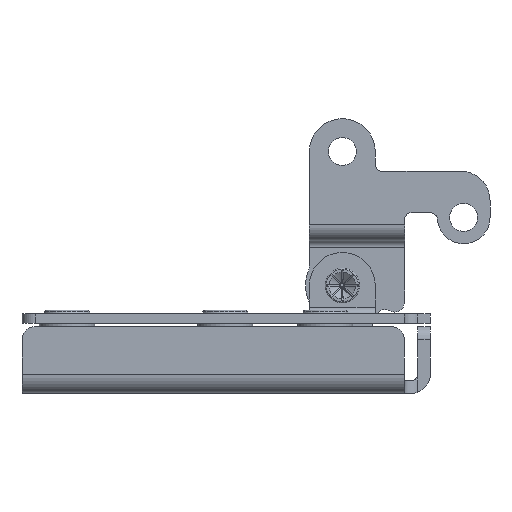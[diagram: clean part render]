
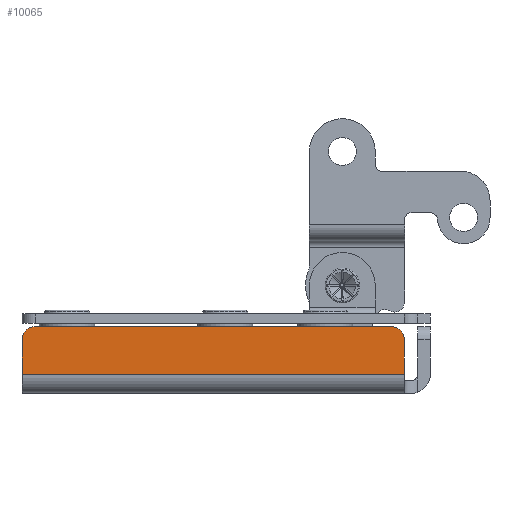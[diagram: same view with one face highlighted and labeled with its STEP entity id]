
A CAD part, front view. The second image highlights one B-rep face of the part: STEP entity #10065.
In plain terms, the highlighted planar face has unit normal (0, -1, 0).
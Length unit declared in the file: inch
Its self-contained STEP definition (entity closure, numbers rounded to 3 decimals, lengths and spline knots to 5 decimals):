
#9450=CARTESIAN_POINT('',(2.452,-0.6996,0.5081));
#9451=VERTEX_POINT('',#9450);
#9458=CARTESIAN_POINT('',(2.452,-0.6996,0.1821));
#9459=VERTEX_POINT('',#9458);
#9460=CARTESIAN_POINT('',(2.452,-0.6996,0.1821));
#9461=DIRECTION('',(0.0,0.0,1.0));
#9462=VECTOR('',#9461,0.326);
#9463=LINE('',#9460,#9462);
#9464=EDGE_CURVE('',#9459,#9451,#9463,.T.);
#9915=CARTESIAN_POINT('',(2.327,-0.6996,0.6331));
#9916=VERTEX_POINT('',#9915);
#9923=CARTESIAN_POINT('',(2.327,-0.6996,0.5081));
#9924=DIRECTION('',(0.,-1.0,0.));
#9925=DIRECTION('',(0.707,0.,0.707));
#9926=AXIS2_PLACEMENT_3D('',#9923,#9924,#9925);
#9927=CIRCLE('',#9926,0.125);
#9928=EDGE_CURVE('',#9451,#9916,#9927,.T.);
#9980=CARTESIAN_POINT('',(-1.053,-0.6996,0.6331));
#9981=VERTEX_POINT('',#9980);
#9982=CARTESIAN_POINT('',(-1.178,-0.6996,0.5081));
#9983=VERTEX_POINT('',#9982);
#9984=CARTESIAN_POINT('',(-1.053,-0.6996,0.5081));
#9985=DIRECTION('',(0.,-1.0,0.));
#9986=DIRECTION('',(-0.707,0.,0.707));
#9987=AXIS2_PLACEMENT_3D('',#9984,#9985,#9986);
#9988=CIRCLE('',#9987,0.125);
#9989=EDGE_CURVE('',#9981,#9983,#9988,.T.);
#10014=CARTESIAN_POINT('',(-1.178,-0.6996,0.1821));
#10015=VERTEX_POINT('',#10014);
#10023=CARTESIAN_POINT('',(-1.178,-0.6996,0.1821));
#10024=DIRECTION('',(0.0,0.0,1.0));
#10025=VECTOR('',#10024,0.326);
#10026=LINE('',#10023,#10025);
#10027=EDGE_CURVE('',#10015,#9983,#10026,.T.);
#10042=CARTESIAN_POINT('',(-1.178,-0.6996,0.0));
#10043=DIRECTION('',(0.0,1.0,0.0));
#10044=DIRECTION('',(0.0,0.0,1.0));
#10045=AXIS2_PLACEMENT_3D('',#10042,#10043,#10044);
#10046=PLANE('',#10045);
#10047=ORIENTED_EDGE('',*,*,#9928,.T.);
#10048=CARTESIAN_POINT('',(-1.053,-0.6996,0.6331));
#10049=DIRECTION('',(1.0,0.0,0.0));
#10050=VECTOR('',#10049,3.38);
#10051=LINE('',#10048,#10050);
#10052=EDGE_CURVE('',#9981,#9916,#10051,.T.);
#10053=ORIENTED_EDGE('',*,*,#10052,.F.);
#10054=ORIENTED_EDGE('',*,*,#9989,.T.);
#10055=ORIENTED_EDGE('',*,*,#10027,.F.);
#10056=CARTESIAN_POINT('',(-1.178,-0.6996,0.1821));
#10057=DIRECTION('',(1.0,0.0,0.0));
#10058=VECTOR('',#10057,3.63);
#10059=LINE('',#10056,#10058);
#10060=EDGE_CURVE('',#10015,#9459,#10059,.T.);
#10061=ORIENTED_EDGE('',*,*,#10060,.T.);
#10062=ORIENTED_EDGE('',*,*,#9464,.T.);
#10063=EDGE_LOOP('',(#10047,#10053,#10054,#10055,#10061,#10062));
#10064=FACE_OUTER_BOUND('',#10063,.T.);
#10065=ADVANCED_FACE('',(#10064),#10046,.F.);
